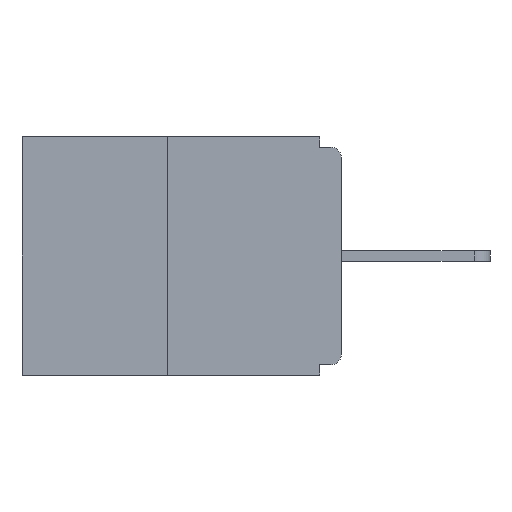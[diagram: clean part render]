
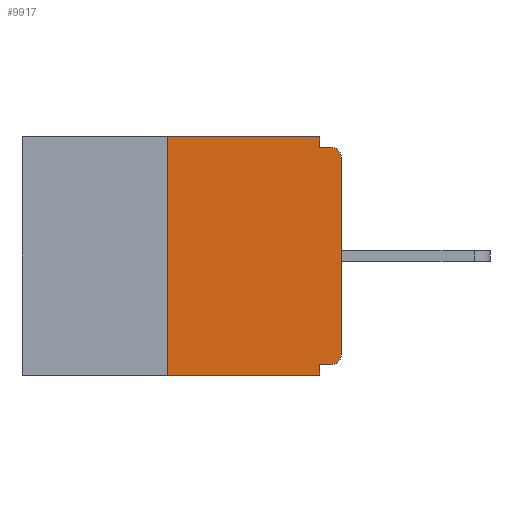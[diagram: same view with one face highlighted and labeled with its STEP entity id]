
A CAD part, left-side view. The second image highlights one B-rep face of the part: STEP entity #9917.
In plain terms, the highlighted planar face has unit normal (-1, 0, 0).
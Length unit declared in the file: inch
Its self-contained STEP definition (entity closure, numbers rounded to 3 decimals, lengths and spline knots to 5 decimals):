
#317 = ORIENTED_EDGE ( 'NONE', *, *, #8099, .T. ) ;
#571 = CARTESIAN_POINT ( 'NONE',  ( 0., 0.25, 0. ) ) ;
#674 = CARTESIAN_POINT ( 'NONE',  ( 0., 0., -0.03 ) ) ;
#814 = ORIENTED_EDGE ( 'NONE', *, *, #5872, .F. ) ;
#845 = CIRCLE ( 'NONE', #9351, 0.015 ) ;
#898 = CARTESIAN_POINT ( 'NONE',  ( 0., 0., -0.313 ) ) ;
#1047 = VERTEX_POINT ( 'NONE', #3669 ) ;
#1150 = VECTOR ( 'NONE', #8666, 39.37008 ) ;
#1276 = CARTESIAN_POINT ( 'NONE',  ( 0., 0.015, -0.328 ) ) ;
#1299 = CARTESIAN_POINT ( 'NONE',  ( 0., 0.031, -0.343 ) ) ;
#1914 = VERTEX_POINT ( 'NONE', #5865 ) ;
#1995 = LINE ( 'NONE', #6483, #7805 ) ;
#2029 = VERTEX_POINT ( 'NONE', #1276 ) ;
#2104 = DIRECTION ( 'NONE',  ( 0., -1., 0. ) ) ;
#2186 = ORIENTED_EDGE ( 'NONE', *, *, #3079, .T. ) ;
#2333 = DIRECTION ( 'NONE',  ( 0., -1., 0. ) ) ;
#2410 = CARTESIAN_POINT ( 'NONE',  ( 0., 0., -0.015 ) ) ;
#3079 = EDGE_CURVE ( 'NONE', #2029, #7113, #845, .T. ) ;
#3111 = CIRCLE ( 'NONE', #5665, 0.015 ) ;
#3205 = ORIENTED_EDGE ( 'NONE', *, *, #7334, .T. ) ;
#3287 = CARTESIAN_POINT ( 'NONE',  ( 0., 0., 0. ) ) ;
#3403 = CARTESIAN_POINT ( 'NONE',  ( 0., 0.46, 0. ) ) ;
#3430 = DIRECTION ( 'NONE',  ( 0., 0., -1. ) ) ;
#3492 = DIRECTION ( 'NONE',  ( 0., 0., -1. ) ) ;
#3669 = CARTESIAN_POINT ( 'NONE',  ( 0., 0.031, -0.328 ) ) ;
#4390 = VERTEX_POINT ( 'NONE', #674 ) ;
#4514 = DIRECTION ( 'NONE',  ( 0., 0., -1. ) ) ;
#4516 = VERTEX_POINT ( 'NONE', #5721 ) ;
#4569 = LINE ( 'NONE', #6105, #7649 ) ;
#4581 = ORIENTED_EDGE ( 'NONE', *, *, #8334, .T. ) ;
#5201 = LINE ( 'NONE', #571, #8034 ) ;
#5620 = DIRECTION ( 'NONE',  ( 0., 0., 1. ) ) ;
#5665 = AXIS2_PLACEMENT_3D ( 'NONE', #8198, #9742, #3492 ) ;
#5678 = VECTOR ( 'NONE', #3430, 39.37008 ) ;
#5683 = VERTEX_POINT ( 'NONE', #1299 ) ;
#5721 = CARTESIAN_POINT ( 'NONE',  ( 0., 0.25, -0.343 ) ) ;
#5794 = ORIENTED_EDGE ( 'NONE', *, *, #8528, .F. ) ;
#5865 = CARTESIAN_POINT ( 'NONE',  ( 0., 0.031, 0. ) ) ;
#5872 = EDGE_CURVE ( 'NONE', #9425, #6087, #8416, .T. ) ;
#5979 = DIRECTION ( 'NONE',  ( 1., 0., 0. ) ) ;
#6087 = VERTEX_POINT ( 'NONE', #7365 ) ;
#6105 = CARTESIAN_POINT ( 'NONE',  ( 0., 0.46, -0.343 ) ) ;
#6321 = VECTOR ( 'NONE', #2333, 39.37008 ) ;
#6331 = CARTESIAN_POINT ( 'NONE',  ( 0., 0.031, -0.015 ) ) ;
#6398 = AXIS2_PLACEMENT_3D ( 'NONE', #9213, #5979, #4514 ) ;
#6452 = ORIENTED_EDGE ( 'NONE', *, *, #6813, .F. ) ;
#6458 = DIRECTION ( 'NONE',  ( 0., -1., 0. ) ) ;
#6473 = ORIENTED_EDGE ( 'NONE', *, *, #7467, .F. ) ;
#6483 = CARTESIAN_POINT ( 'NONE',  ( 0., 0., -0.328 ) ) ;
#6663 = LINE ( 'NONE', #3403, #9981 ) ;
#6697 = FACE_OUTER_BOUND ( 'NONE', #7323, .T. ) ;
#6813 = EDGE_CURVE ( 'NONE', #1047, #5683, #7786, .T. ) ;
#7087 = VERTEX_POINT ( 'NONE', #8705 ) ;
#7113 = VERTEX_POINT ( 'NONE', #898 ) ;
#7323 = EDGE_LOOP ( 'NONE', ( #8548, #6473, #317, #6452, #5794, #2186, #4581, #3205, #814, #9883 ) ) ;
#7334 = EDGE_CURVE ( 'NONE', #4390, #6087, #3111, .T. ) ;
#7341 = DIRECTION ( 'NONE',  ( 0., 0., -1. ) ) ;
#7365 = CARTESIAN_POINT ( 'NONE',  ( 0., 0.015, -0.015 ) ) ;
#7467 = EDGE_CURVE ( 'NONE', #4516, #7087, #5201, .T. ) ;
#7598 = CARTESIAN_POINT ( 'NONE',  ( 0., 0.031, -0.343 ) ) ;
#7649 = VECTOR ( 'NONE', #2104, 39.37008 ) ;
#7786 = LINE ( 'NONE', #7598, #5678 ) ;
#7805 = VECTOR ( 'NONE', #9601, 39.37008 ) ;
#7884 = EDGE_CURVE ( 'NONE', #7087, #1914, #6663, .T. ) ;
#8034 = VECTOR ( 'NONE', #9222, 39.37008 ) ;
#8099 = EDGE_CURVE ( 'NONE', #4516, #5683, #4569, .T. ) ;
#8116 = CARTESIAN_POINT ( 'NONE',  ( 0., 0.015, -0.313 ) ) ;
#8198 = CARTESIAN_POINT ( 'NONE',  ( 0., 0.015, -0.03 ) ) ;
#8334 = EDGE_CURVE ( 'NONE', #7113, #4390, #9912, .T. ) ;
#8416 = LINE ( 'NONE', #2410, #6321 ) ;
#8528 = EDGE_CURVE ( 'NONE', #2029, #1047, #1995, .T. ) ;
#8543 = VECTOR ( 'NONE', #5620, 39.37008 ) ;
#8548 = ORIENTED_EDGE ( 'NONE', *, *, #7884, .F. ) ;
#8666 = DIRECTION ( 'NONE',  ( 0., 0., -1. ) ) ;
#8705 = CARTESIAN_POINT ( 'NONE',  ( 0., 0.25, 0. ) ) ;
#9115 = PLANE ( 'NONE',  #6398 ) ;
#9213 = CARTESIAN_POINT ( 'NONE',  ( 0., 0.46, 0. ) ) ;
#9222 = DIRECTION ( 'NONE',  ( 0., 0., 1. ) ) ;
#9351 = AXIS2_PLACEMENT_3D ( 'NONE', #8116, #9632, #7341 ) ;
#9425 = VERTEX_POINT ( 'NONE', #6331 ) ;
#9470 = EDGE_CURVE ( 'NONE', #1914, #9425, #9524, .T. ) ;
#9491 = CARTESIAN_POINT ( 'NONE',  ( 0., 0.031, 0. ) ) ;
#9524 = LINE ( 'NONE', #9491, #1150 ) ;
#9601 = DIRECTION ( 'NONE',  ( 0., 1., 0. ) ) ;
#9632 = DIRECTION ( 'NONE',  ( -1., 0., 0. ) ) ;
#9742 = DIRECTION ( 'NONE',  ( -1., 0., 0. ) ) ;
#9883 = ORIENTED_EDGE ( 'NONE', *, *, #9470, .F. ) ;
#9912 = LINE ( 'NONE', #3287, #8543 ) ;
#9917 = ADVANCED_FACE ( 'NONE', ( #6697 ), #9115, .F. ) ;
#9981 = VECTOR ( 'NONE', #6458, 39.37008 ) ;
